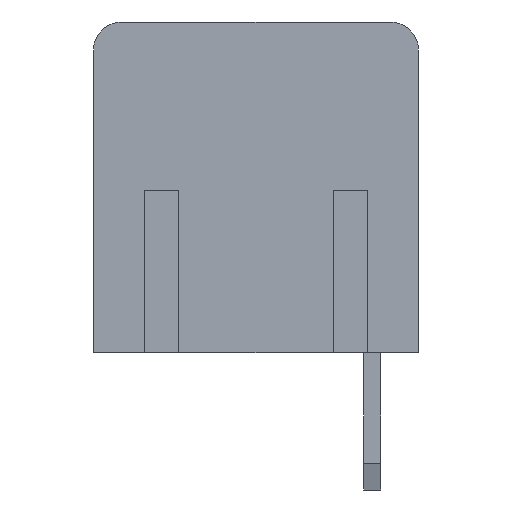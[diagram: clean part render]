
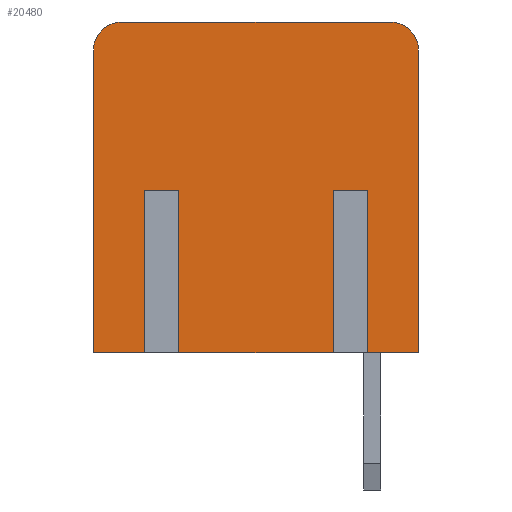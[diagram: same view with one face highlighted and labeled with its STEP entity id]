
A CAD part, left-side view. The second image highlights one B-rep face of the part: STEP entity #20480.
In plain terms, the highlighted planar face has unit normal (-1, 0, 0).
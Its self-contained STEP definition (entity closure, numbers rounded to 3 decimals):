
#1028=PLANE('',#21543);
#1975=LINE('',#27421,#3533);
#1983=LINE('',#27437,#3541);
#1991=LINE('',#27453,#3549);
#2242=LINE('',#27976,#3800);
#2243=LINE('',#27978,#3801);
#2248=LINE('',#27989,#3806);
#2264=LINE('',#28022,#3822);
#2265=LINE('',#28024,#3823);
#2266=LINE('',#28026,#3824);
#2267=LINE('',#28029,#3825);
#2268=LINE('',#28031,#3826);
#2269=LINE('',#28033,#3827);
#3533=VECTOR('',#23324,1000.);
#3541=VECTOR('',#23332,1000.);
#3549=VECTOR('',#23340,1000.);
#3800=VECTOR('',#23681,1000.);
#3801=VECTOR('',#23684,1000.);
#3806=VECTOR('',#23691,1000.);
#3822=VECTOR('',#23723,1000.);
#3823=VECTOR('',#23724,1000.);
#3824=VECTOR('',#23725,1000.);
#3825=VECTOR('',#23730,1000.);
#3826=VECTOR('',#23731,1000.);
#3827=VECTOR('',#23732,1000.);
#5872=ORIENTED_EDGE('',*,*,#10374,.F.);
#5873=ORIENTED_EDGE('',*,*,#10375,.T.);
#5874=ORIENTED_EDGE('',*,*,#10376,.T.);
#5875=ORIENTED_EDGE('',*,*,#10085,.F.);
#5876=ORIENTED_EDGE('',*,*,#10352,.F.);
#5877=ORIENTED_EDGE('',*,*,#10377,.T.);
#5878=ORIENTED_EDGE('',*,*,#10358,.T.);
#5879=ORIENTED_EDGE('',*,*,#10378,.T.);
#5880=ORIENTED_EDGE('',*,*,#10353,.T.);
#5881=ORIENTED_EDGE('',*,*,#10101,.F.);
#5882=ORIENTED_EDGE('',*,*,#10379,.F.);
#5883=ORIENTED_EDGE('',*,*,#10380,.T.);
#5884=ORIENTED_EDGE('',*,*,#10381,.T.);
#5885=ORIENTED_EDGE('',*,*,#10093,.F.);
#10085=EDGE_CURVE('',#12422,#12423,#1975,.T.);
#10093=EDGE_CURVE('',#12430,#12431,#1983,.T.);
#10101=EDGE_CURVE('',#12438,#12439,#1991,.T.);
#10352=EDGE_CURVE('',#12665,#12422,#2242,.T.);
#10353=EDGE_CURVE('',#12666,#12439,#2243,.T.);
#10358=EDGE_CURVE('',#12671,#12670,#2248,.T.);
#10374=EDGE_CURVE('',#12680,#12430,#2264,.T.);
#10375=EDGE_CURVE('',#12680,#12681,#2265,.T.);
#10376=EDGE_CURVE('',#12681,#12423,#2266,.T.);
#10377=EDGE_CURVE('',#12665,#12671,#13718,.T.);
#10378=EDGE_CURVE('',#12670,#12666,#13719,.T.);
#10379=EDGE_CURVE('',#12682,#12438,#2267,.T.);
#10380=EDGE_CURVE('',#12682,#12683,#2268,.T.);
#10381=EDGE_CURVE('',#12683,#12431,#2269,.T.);
#12422=VERTEX_POINT('',#27420);
#12423=VERTEX_POINT('',#27422);
#12430=VERTEX_POINT('',#27436);
#12431=VERTEX_POINT('',#27438);
#12438=VERTEX_POINT('',#27452);
#12439=VERTEX_POINT('',#27454);
#12665=VERTEX_POINT('',#27975);
#12666=VERTEX_POINT('',#27979);
#12670=VERTEX_POINT('',#27988);
#12671=VERTEX_POINT('',#27990);
#12680=VERTEX_POINT('',#28023);
#12681=VERTEX_POINT('',#28025);
#12682=VERTEX_POINT('',#28030);
#12683=VERTEX_POINT('',#28032);
#13718=CIRCLE('',#21544,1.041);
#13719=CIRCLE('',#21545,1.041);
#14167=EDGE_LOOP('',(#5872,#5873,#5874,#5875,#5876,#5877,#5878,#5879,#5880,
#5881,#5882,#5883,#5884,#5885));
#15211=FACE_BOUND('',#14167,.T.);
#20480=ADVANCED_FACE('',(#15211),#1028,.T.);
#21543=AXIS2_PLACEMENT_3D('',#28021,#23721,#23722);
#21544=AXIS2_PLACEMENT_3D('',#28027,#23726,#23727);
#21545=AXIS2_PLACEMENT_3D('',#28028,#23728,#23729);
#23324=DIRECTION('',(0.,1.,0.));
#23332=DIRECTION('',(0.,1.,0.));
#23340=DIRECTION('',(0.,1.,0.));
#23681=DIRECTION('',(0.,0.,-1.));
#23684=DIRECTION('',(0.,0.,-1.));
#23691=DIRECTION('',(0.,1.,0.));
#23721=DIRECTION('',(-1.,0.,0.));
#23722=DIRECTION('',(0.,0.,1.));
#23723=DIRECTION('',(0.,0.,-1.));
#23724=DIRECTION('',(0.,-1.,0.));
#23725=DIRECTION('',(0.,0.,-1.));
#23726=DIRECTION('',(-1.,0.,0.));
#23727=DIRECTION('',(0.,0.,1.));
#23728=DIRECTION('',(-1.,0.,0.));
#23729=DIRECTION('',(0.,0.,1.));
#23730=DIRECTION('',(0.,0.,-1.));
#23731=DIRECTION('',(0.,-1.,0.));
#23732=DIRECTION('',(0.,0.,-1.));
#27420=CARTESIAN_POINT('',(-45.428,-1.714,0.));
#27421=CARTESIAN_POINT('',(-45.428,-1.714,0.));
#27422=CARTESIAN_POINT('',(-45.428,0.597,0.));
#27436=CARTESIAN_POINT('',(-45.428,0.991,0.));
#27437=CARTESIAN_POINT('',(-45.428,-1.714,0.));
#27438=CARTESIAN_POINT('',(-45.428,7.595,0.));
#27452=CARTESIAN_POINT('',(-45.428,7.988,0.));
#27453=CARTESIAN_POINT('',(-45.428,-1.714,0.));
#27454=CARTESIAN_POINT('',(-45.428,10.3,0.));
#27975=CARTESIAN_POINT('',(-45.428,-1.714,11.176));
#27976=CARTESIAN_POINT('',(-45.428,-1.714,12.217));
#27978=CARTESIAN_POINT('',(-45.428,10.3,12.217));
#27979=CARTESIAN_POINT('',(-45.428,10.3,11.176));
#27988=CARTESIAN_POINT('',(-45.428,9.258,12.217));
#27989=CARTESIAN_POINT('',(-45.428,-1.714,12.217));
#27990=CARTESIAN_POINT('',(-45.428,-0.673,12.217));
#28021=CARTESIAN_POINT('',(-45.428,-1.714,12.217));
#28022=CARTESIAN_POINT('',(-45.428,0.991,5.994));
#28023=CARTESIAN_POINT('',(-45.428,0.991,5.994));
#28024=CARTESIAN_POINT('',(-45.428,0.991,5.994));
#28025=CARTESIAN_POINT('',(-45.428,0.597,5.994));
#28026=CARTESIAN_POINT('',(-45.428,0.597,5.994));
#28027=CARTESIAN_POINT('',(-45.428,-0.673,11.176));
#28028=CARTESIAN_POINT('',(-45.428,9.258,11.176));
#28029=CARTESIAN_POINT('',(-45.428,7.988,5.994));
#28030=CARTESIAN_POINT('',(-45.428,7.988,5.994));
#28031=CARTESIAN_POINT('',(-45.428,7.988,5.994));
#28032=CARTESIAN_POINT('',(-45.428,7.595,5.994));
#28033=CARTESIAN_POINT('',(-45.428,7.595,5.994));
